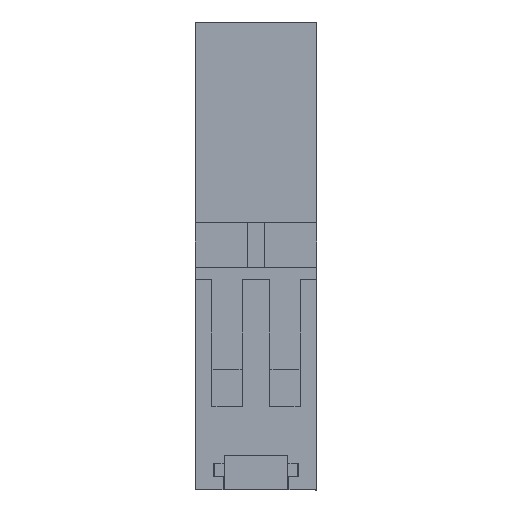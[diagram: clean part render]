
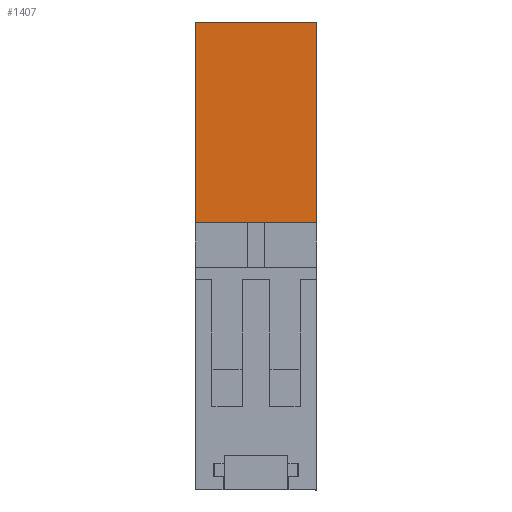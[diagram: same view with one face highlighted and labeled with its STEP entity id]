
A CAD part, front view. The second image highlights one B-rep face of the part: STEP entity #1407.
In plain terms, the highlighted planar face has unit normal (0, -1, 0).
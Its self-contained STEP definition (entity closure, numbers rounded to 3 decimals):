
#1337=AXIS2_PLACEMENT_3D('Plane Axis2P3D',#1334,#1335,#1336) ;
#274=CARTESIAN_POINT('Vertex',(0.,54.15,27.1)) ;
#278=CARTESIAN_POINT('Control Point',(0.,54.15,61.)) ;
#279=CARTESIAN_POINT('Control Point',(0.,54.15,27.1)) ;
#280=CARTESIAN_POINT('Vertex',(0.,54.15,61.)) ;
#1302=CARTESIAN_POINT('Vertex',(1.5,54.15,27.1)) ;
#1305=CARTESIAN_POINT('Line Origine',(0.9,54.15,27.1)) ;
#1309=CARTESIAN_POINT('Vertex',(0.3,54.15,27.1)) ;
#1312=CARTESIAN_POINT('Line Origine',(0.2,54.15,27.1)) ;
#1316=CARTESIAN_POINT('Vertex',(0.1,54.15,27.1)) ;
#1319=CARTESIAN_POINT('Line Origine',(0.05,54.15,27.1)) ;
#1334=CARTESIAN_POINT('Axis2P3D Location',(15.7,54.15,34.)) ;
#1339=CARTESIAN_POINT('Line Origine',(1.5,54.15,30.975)) ;
#1343=CARTESIAN_POINT('Vertex',(1.5,54.15,34.85)) ;
#1346=CARTESIAN_POINT('Line Origine',(7.9,54.15,34.85)) ;
#1350=CARTESIAN_POINT('Vertex',(14.3,54.15,34.85)) ;
#1353=CARTESIAN_POINT('Line Origine',(14.3,54.15,30.975)) ;
#1357=CARTESIAN_POINT('Vertex',(14.3,54.15,27.1)) ;
#1360=CARTESIAN_POINT('Line Origine',(14.9,54.15,27.1)) ;
#1364=CARTESIAN_POINT('Vertex',(15.5,54.15,27.1)) ;
#1367=CARTESIAN_POINT('Line Origine',(15.6,54.15,27.1)) ;
#1371=CARTESIAN_POINT('Vertex',(15.7,54.15,27.1)) ;
#1374=CARTESIAN_POINT('Line Origine',(15.75,54.15,27.1)) ;
#1378=CARTESIAN_POINT('Vertex',(15.8,54.15,27.1)) ;
#1381=CARTESIAN_POINT('Line Origine',(15.8,54.15,44.05)) ;
#1385=CARTESIAN_POINT('Vertex',(15.8,54.15,61.)) ;
#1388=CARTESIAN_POINT('Line Origine',(7.9,54.15,61.)) ;
#1306=DIRECTION('Vector Direction',(-1.,0.,0.)) ;
#1313=DIRECTION('Vector Direction',(-1.,0.,0.)) ;
#1320=DIRECTION('Vector Direction',(-1.,0.,0.)) ;
#1335=DIRECTION('Axis2P3D Direction',(0.,1.,0.)) ;
#1336=DIRECTION('Axis2P3D XDirection',(-1.,0.,0.)) ;
#1340=DIRECTION('Vector Direction',(0.,0.,1.)) ;
#1347=DIRECTION('Vector Direction',(-1.,0.,0.)) ;
#1354=DIRECTION('Vector Direction',(0.,0.,-1.)) ;
#1361=DIRECTION('Vector Direction',(1.,0.,0.)) ;
#1368=DIRECTION('Vector Direction',(-1.,0.,0.)) ;
#1375=DIRECTION('Vector Direction',(1.,0.,0.)) ;
#1382=DIRECTION('Vector Direction',(0.,0.,1.)) ;
#1389=DIRECTION('Vector Direction',(1.,0.,0.)) ;
#1307=VECTOR('Line Direction',#1306,1.) ;
#1314=VECTOR('Line Direction',#1313,1.) ;
#1321=VECTOR('Line Direction',#1320,1.) ;
#1341=VECTOR('Line Direction',#1340,1.) ;
#1348=VECTOR('Line Direction',#1347,1.) ;
#1355=VECTOR('Line Direction',#1354,1.) ;
#1362=VECTOR('Line Direction',#1361,1.) ;
#1369=VECTOR('Line Direction',#1368,1.) ;
#1376=VECTOR('Line Direction',#1375,1.) ;
#1383=VECTOR('Line Direction',#1382,1.) ;
#1390=VECTOR('Line Direction',#1389,1.) ;
#1394=ORIENTED_EDGE('',*,*,#1323,.F.) ;
#1395=ORIENTED_EDGE('',*,*,#1318,.T.) ;
#1396=ORIENTED_EDGE('',*,*,#1311,.T.) ;
#1397=ORIENTED_EDGE('',*,*,#1345,.F.) ;
#1398=ORIENTED_EDGE('',*,*,#1352,.F.) ;
#1399=ORIENTED_EDGE('',*,*,#1359,.T.) ;
#1400=ORIENTED_EDGE('',*,*,#1366,.T.) ;
#1401=ORIENTED_EDGE('',*,*,#1373,.T.) ;
#1402=ORIENTED_EDGE('',*,*,#1380,.T.) ;
#1403=ORIENTED_EDGE('',*,*,#1387,.F.) ;
#1404=ORIENTED_EDGE('',*,*,#1392,.F.) ;
#1405=ORIENTED_EDGE('',*,*,#282,.F.) ;
#1407=ADVANCED_FACE('SOCKEL',(#1406),#1338,.F.) ;
#277=B_SPLINE_CURVE_WITH_KNOTS('',1,(#278,#279),.UNSPECIFIED.,.F.,.U.,(2,2),(0.,33.9),.UNSPECIFIED.) ;
#282=EDGE_CURVE('',#275,#281,#277,.F.) ;
#1311=EDGE_CURVE('',#1310,#1303,#1308,.F.) ;
#1318=EDGE_CURVE('',#1317,#1310,#1315,.F.) ;
#1323=EDGE_CURVE('',#1317,#275,#1322,.T.) ;
#1345=EDGE_CURVE('',#1344,#1303,#1342,.F.) ;
#1352=EDGE_CURVE('',#1351,#1344,#1349,.T.) ;
#1359=EDGE_CURVE('',#1351,#1358,#1356,.T.) ;
#1366=EDGE_CURVE('',#1358,#1365,#1363,.T.) ;
#1373=EDGE_CURVE('',#1365,#1372,#1370,.F.) ;
#1380=EDGE_CURVE('',#1372,#1379,#1377,.T.) ;
#1387=EDGE_CURVE('',#1386,#1379,#1384,.F.) ;
#1392=EDGE_CURVE('',#281,#1386,#1391,.T.) ;
#1393=EDGE_LOOP('',(#1394,#1395,#1396,#1397,#1398,#1399,#1400,#1401,#1402,#1403,#1404,#1405)) ;
#1406=FACE_OUTER_BOUND('',#1393,.T.) ;
#1308=LINE('Line',#1305,#1307) ;
#1315=LINE('Line',#1312,#1314) ;
#1322=LINE('Line',#1319,#1321) ;
#1342=LINE('Line',#1339,#1341) ;
#1349=LINE('Line',#1346,#1348) ;
#1356=LINE('Line',#1353,#1355) ;
#1363=LINE('Line',#1360,#1362) ;
#1370=LINE('Line',#1367,#1369) ;
#1377=LINE('Line',#1374,#1376) ;
#1384=LINE('Line',#1381,#1383) ;
#1391=LINE('Line',#1388,#1390) ;
#1338=PLANE('',#1337) ;
#275=VERTEX_POINT('',#274) ;
#281=VERTEX_POINT('',#280) ;
#1303=VERTEX_POINT('',#1302) ;
#1310=VERTEX_POINT('',#1309) ;
#1317=VERTEX_POINT('',#1316) ;
#1344=VERTEX_POINT('',#1343) ;
#1351=VERTEX_POINT('',#1350) ;
#1358=VERTEX_POINT('',#1357) ;
#1365=VERTEX_POINT('',#1364) ;
#1372=VERTEX_POINT('',#1371) ;
#1379=VERTEX_POINT('',#1378) ;
#1386=VERTEX_POINT('',#1385) ;
